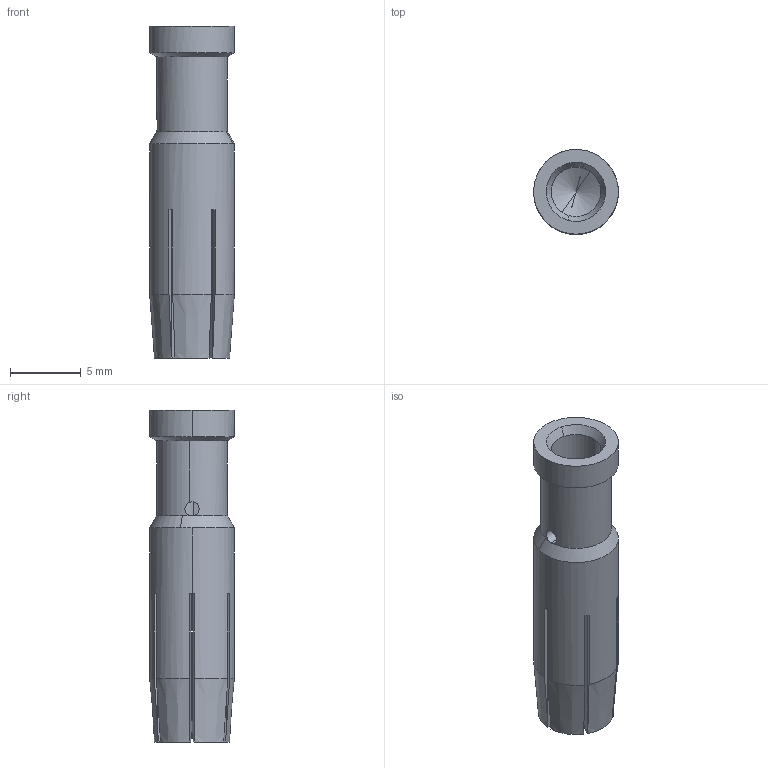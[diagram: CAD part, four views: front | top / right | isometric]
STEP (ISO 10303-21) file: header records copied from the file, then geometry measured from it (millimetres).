
FILE_DESCRIPTION(('Creo Elements/Direct Modeling STEP Export'),'2;1');
FILE_NAME('CXFA 6.0.stp','2012-07-19T11:51:56',(''),(''),'Creo Elements/Direct Modeling STEP processor for AP214 (Solid Model)','Creo Elements/Direct Modeling 17.0D 15-Jul-2011 (C) Parametric Technology GmbH','');
FILE_SCHEMA(('AUTOMOTIVE_DESIGN { 1 0 10303 214 1 1 1 1 }'));
Length unit declared in the file: millimetre
Products named in the file (2): CXFA_6-0
Assembly tree (1 placements, depth 2):
  CXFA_6-0
    CXFA_6-0
Bounding box: 6 x 6 x 23.5 mm (x, y, z)
Volume: 343.5 mm3; surface area: 808.6 mm2
Topology: 1 solids, 1 shells, 89 faces, 260 edges, 168 vertices
Faces by surface type: plane 37, cone 28, cylinder 18, torus 6
Entity records: 4626 total; most frequent: CARTESIAN_POINT 1902, ORIENTED_EDGE 504, DIRECTION 394, EDGE_CURVE 252, VERTEX_POINT 166, AXIS2_PLACEMENT_3D 151, VECTOR 92, LINE 92
